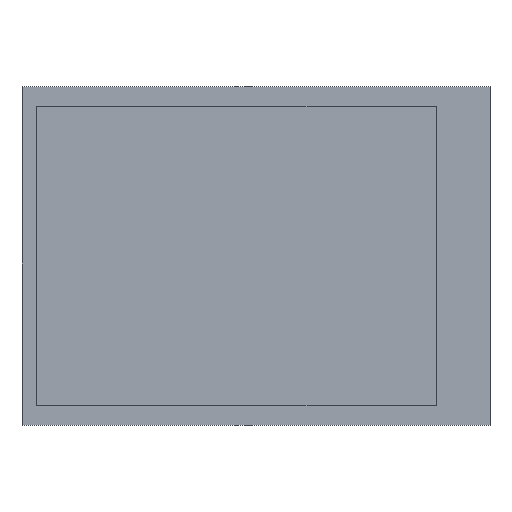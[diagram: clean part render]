
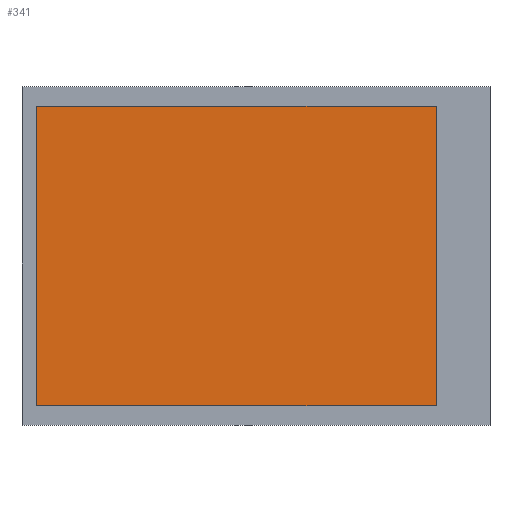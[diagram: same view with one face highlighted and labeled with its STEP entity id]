
A CAD part, top view. The second image highlights one B-rep face of the part: STEP entity #341.
In plain terms, the highlighted planar face has unit normal (0, 0, 1).
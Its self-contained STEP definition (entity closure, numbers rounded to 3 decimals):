
#251 = VERTEX_POINT('',#252);
#252 = CARTESIAN_POINT('',(-22.4,-15.3,2.05));
#258 = EDGE_CURVE('',#251,#259,#261,.T.);
#259 = VERTEX_POINT('',#260);
#260 = CARTESIAN_POINT('',(-22.4,15.3,2.05));
#261 = LINE('',#262,#263);
#262 = CARTESIAN_POINT('',(-22.4,-15.3,2.05));
#263 = VECTOR('',#264,1.);
#264 = DIRECTION('',(0.,1.,0.));
#282 = VERTEX_POINT('',#283);
#283 = CARTESIAN_POINT('',(18.4,-15.3,2.05));
#289 = EDGE_CURVE('',#282,#251,#290,.T.);
#290 = LINE('',#291,#292);
#291 = CARTESIAN_POINT('',(18.4,-15.3,2.05));
#292 = VECTOR('',#293,1.);
#293 = DIRECTION('',(-1.,0.,0.));
#306 = VERTEX_POINT('',#307);
#307 = CARTESIAN_POINT('',(18.4,15.3,2.05));
#313 = EDGE_CURVE('',#306,#282,#314,.T.);
#314 = LINE('',#315,#316);
#315 = CARTESIAN_POINT('',(18.4,15.3,2.05));
#316 = VECTOR('',#317,1.);
#317 = DIRECTION('',(0.,-1.,0.));
#330 = EDGE_CURVE('',#259,#306,#331,.T.);
#331 = LINE('',#332,#333);
#332 = CARTESIAN_POINT('',(-22.4,15.3,2.05));
#333 = VECTOR('',#334,1.);
#334 = DIRECTION('',(1.,0.,0.));
#341 = ADVANCED_FACE('',(#342),#348,.T.);
#342 = FACE_BOUND('',#343,.F.);
#343 = EDGE_LOOP('',(#344,#345,#346,#347));
#344 = ORIENTED_EDGE('',*,*,#330,.T.);
#345 = ORIENTED_EDGE('',*,*,#313,.T.);
#346 = ORIENTED_EDGE('',*,*,#289,.T.);
#347 = ORIENTED_EDGE('',*,*,#258,.T.);
#348 = PLANE('',#349);
#349 = AXIS2_PLACEMENT_3D('',#350,#351,#352);
#350 = CARTESIAN_POINT('',(-2.,0.,2.05));
#351 = DIRECTION('',(0.,0.,1.));
#352 = DIRECTION('',(1.,0.,0.));
